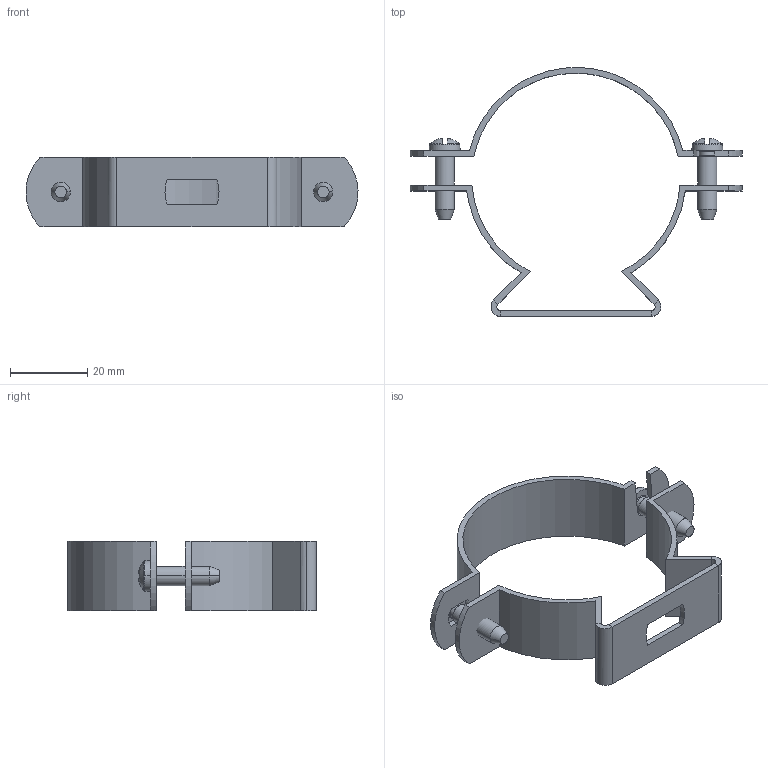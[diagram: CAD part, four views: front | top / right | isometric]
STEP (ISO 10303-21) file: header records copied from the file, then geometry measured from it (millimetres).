
FILE_DESCRIPTION(/* description */ (''),/* implementation_level */ '2;1');
FILE_NAME(/* name */ '1362593',/* time_stamp */ '2014-09-24T09:09:57+02:00',/* author */ (''),/* organization */ (''),/* preprocessor_version */ 'ST-DEVELOPER v15',/* originating_system */ '',/* authorisation */ '');
FILE_SCHEMA (('AUTOMOTIVE_DESIGN'));
Length unit declared in the file: millimetre
Products named in the file (2): Document; Block 01
Assembly tree (1 placements, depth 2):
  Document
    Block 01
Bounding box: 85.98 x 64.49 x 18 mm (x, y, z)
Volume: 7527.1 mm3; surface area: 10742.8 mm2
Topology: 4 solids, 4 shells, 161 faces, 401 edges, 248 vertices
Faces by surface type: plane 95, bspline 66
Entity records: 6069 total; most frequent: CARTESIAN_POINT 3575, ORIENTED_EDGE 794, EDGE_CURVE 397, VERTEX_POINT 248, B_SPLINE_CURVE_WITH_KNOTS 213, EDGE_LOOP 169, ADVANCED_FACE 161, FACE_OUTER_BOUND 161
